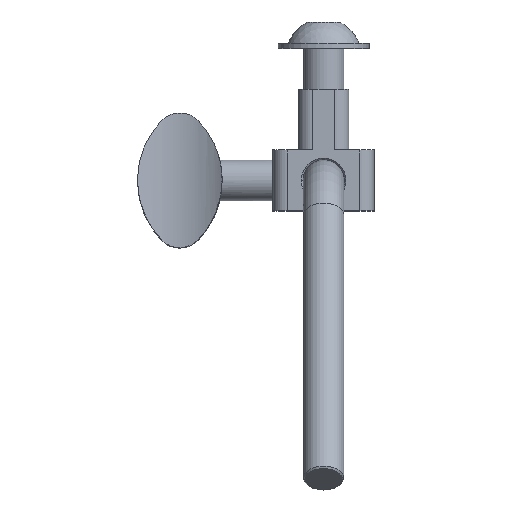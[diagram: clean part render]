
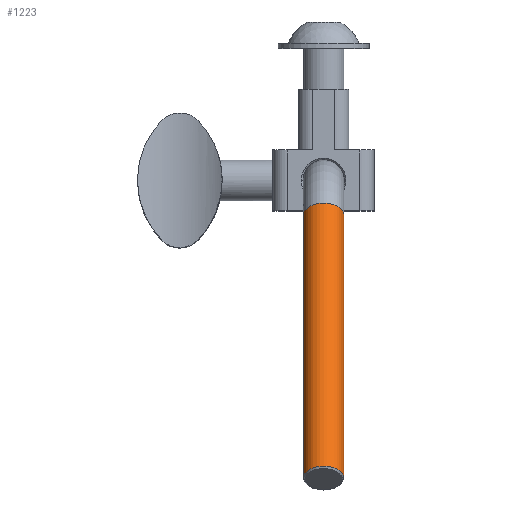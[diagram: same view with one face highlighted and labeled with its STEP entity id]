
A CAD part, top view. The second image highlights one B-rep face of the part: STEP entity #1223.
In plain terms, the highlighted cylindrical face has radius 3.175 mm (diameter 6.35 mm), a full revolution.
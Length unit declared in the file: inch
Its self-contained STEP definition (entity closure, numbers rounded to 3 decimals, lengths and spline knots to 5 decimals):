
#168=CYLINDRICAL_SURFACE('',#1411,0.125);
#216=FACE_OUTER_BOUND('',#293,.T.);
#293=EDGE_LOOP('',(#1042,#1043,#1044,#1045,#1046));
#377=LINE('',#2425,#457);
#457=VECTOR('',#1671,0.125);
#525=CIRCLE('',#1410,0.125);
#526=CIRCLE('',#1412,0.125);
#527=CIRCLE('',#1413,0.125);
#614=VERTEX_POINT('',#2420);
#615=VERTEX_POINT('',#2424);
#616=VERTEX_POINT('',#2426);
#767=EDGE_CURVE('',#614,#614,#525,.T.);
#768=EDGE_CURVE('',#614,#615,#377,.T.);
#769=EDGE_CURVE('',#615,#616,#526,.T.);
#770=EDGE_CURVE('',#616,#615,#527,.T.);
#1042=ORIENTED_EDGE('',*,*,#767,.F.);
#1043=ORIENTED_EDGE('',*,*,#768,.T.);
#1044=ORIENTED_EDGE('',*,*,#769,.T.);
#1045=ORIENTED_EDGE('',*,*,#770,.T.);
#1046=ORIENTED_EDGE('',*,*,#768,.F.);
#1223=ADVANCED_FACE('',(#216),#168,.T.);
#1410=AXIS2_PLACEMENT_3D('',#2422,#1667,#1668);
#1411=AXIS2_PLACEMENT_3D('',#2423,#1669,#1670);
#1412=AXIS2_PLACEMENT_3D('',#2427,#1672,#1673);
#1413=AXIS2_PLACEMENT_3D('',#2428,#1674,#1675);
#1667=DIRECTION('center_axis',(0.,-0.819,0.574));
#1668=DIRECTION('ref_axis',(-1.,0.,0.));
#1669=DIRECTION('center_axis',(0.,-0.819,0.574));
#1670=DIRECTION('ref_axis',(-1.,0.,0.));
#1671=DIRECTION('',(0.,0.819,-0.574));
#1672=DIRECTION('center_axis',(0.,-0.819,0.574));
#1673=DIRECTION('ref_axis',(-1.,0.,0.));
#1674=DIRECTION('center_axis',(0.,-0.819,0.574));
#1675=DIRECTION('ref_axis',(-1.,0.,0.));
#2420=CARTESIAN_POINT('',(0.125,-1.8349,3.90981));
#2422=CARTESIAN_POINT('Origin',(0.,-1.8349,3.90981));
#2423=CARTESIAN_POINT('Origin',(0.,-0.21321,2.77429));
#2424=CARTESIAN_POINT('',(0.125,-0.21321,2.77429));
#2425=CARTESIAN_POINT('',(0.125,-0.21321,2.77429));
#2426=CARTESIAN_POINT('',(0.,-0.28491,2.6719));
#2427=CARTESIAN_POINT('Origin',(0.,-0.21321,2.77429));
#2428=CARTESIAN_POINT('Origin',(0.,-0.21321,2.77429));
